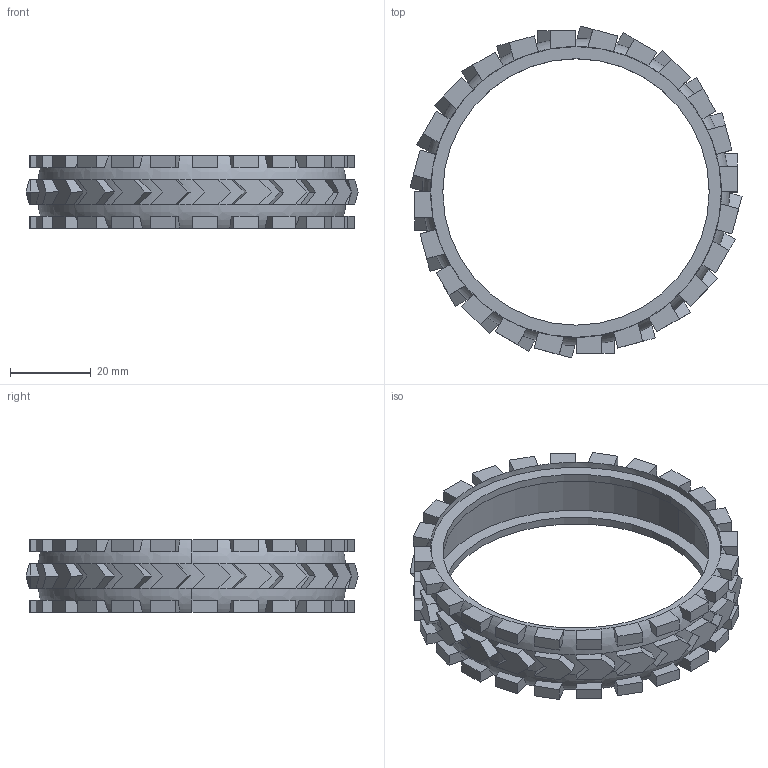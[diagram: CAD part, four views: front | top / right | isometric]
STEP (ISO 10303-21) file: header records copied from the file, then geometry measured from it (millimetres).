
FILE_DESCRIPTION (( 'STEP AP203' ), '1' );
FILE_NAME ('tyre.STEP', '2025-09-02T09:35:01', ( '' ), ( '' ), 'SwSTEP 2.0', 'SolidWorks 2025', '' );
FILE_SCHEMA (( 'CONFIG_CONTROL_DESIGN' ));
Length unit declared in the file: millimetre
Products named in the file (1): tyre
Bounding box: 82.24 x 82.24 x 18 mm (x, y, z)
Volume: 14391.9 mm3; surface area: 15693.4 mm2
Topology: 1 solids, 1 shells, 451 faces, 1135 edges, 688 vertices
Faces by surface type: plane 412, cylinder 35, torus 4
Entity records: 13486 total; most frequent: CARTESIAN_POINT 2815, ORIENTED_EDGE 2270, DIRECTION 2203, EDGE_CURVE 1135, AXIS2_PLACEMENT_3D 760, VERTEX_POINT 688, VECTOR 683, LINE 683
